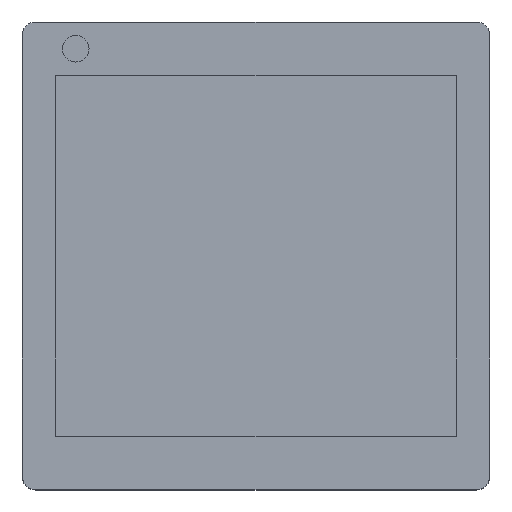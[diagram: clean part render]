
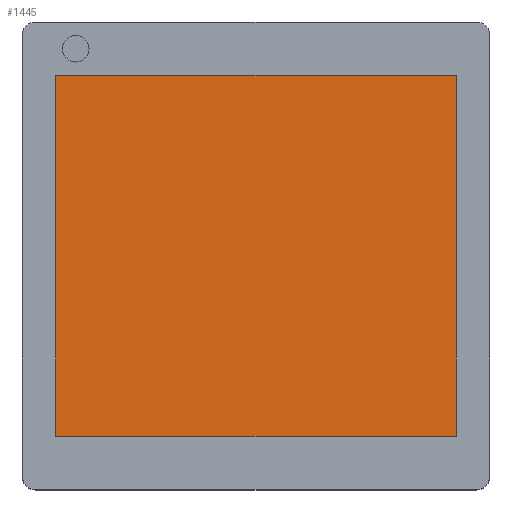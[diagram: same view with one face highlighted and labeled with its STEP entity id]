
A CAD part, top view. The second image highlights one B-rep face of the part: STEP entity #1445.
In plain terms, the highlighted planar face has unit normal (0, 0, 1).
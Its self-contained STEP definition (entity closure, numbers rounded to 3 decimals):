
#112=PLANE('',#1947);
#280=LINE('',#2714,#456);
#284=LINE('',#2722,#460);
#287=LINE('',#2728,#463);
#289=LINE('',#2731,#465);
#456=VECTOR('',#2306,1000.);
#460=VECTOR('',#2312,1000.);
#463=VECTOR('',#2317,1000.);
#465=VECTOR('',#2321,1000.);
#846=ORIENTED_EDGE('',*,*,#1038,.T.);
#847=ORIENTED_EDGE('',*,*,#1042,.T.);
#848=ORIENTED_EDGE('',*,*,#1045,.T.);
#849=ORIENTED_EDGE('',*,*,#1047,.T.);
#1038=EDGE_CURVE('',#1173,#1172,#280,.T.);
#1042=EDGE_CURVE('',#1172,#1175,#284,.T.);
#1045=EDGE_CURVE('',#1175,#1177,#287,.T.);
#1047=EDGE_CURVE('',#1177,#1173,#289,.T.);
#1172=VERTEX_POINT('',#2713);
#1173=VERTEX_POINT('',#2715);
#1175=VERTEX_POINT('',#2721);
#1177=VERTEX_POINT('',#2727);
#1276=EDGE_LOOP('',(#846,#847,#848,#849));
#1358=FACE_BOUND('',#1276,.T.);
#1445=ADVANCED_FACE('',(#1358),#112,.T.);
#1947=AXIS2_PLACEMENT_3D('',#2732,#2322,#2323);
#2306=DIRECTION('',(0.,-1.,0.));
#2312=DIRECTION('',(1.,0.,0.));
#2317=DIRECTION('',(0.,1.,0.));
#2321=DIRECTION('',(-1.,0.,0.));
#2322=DIRECTION('',(0.,0.,1.));
#2323=DIRECTION('',(1.,0.,0.));
#2713=CARTESIAN_POINT('',(-1.5,-1.35,1.77));
#2714=CARTESIAN_POINT('',(-1.5,1.35,1.77));
#2715=CARTESIAN_POINT('',(-1.5,1.35,1.77));
#2721=CARTESIAN_POINT('',(1.5,-1.35,1.77));
#2722=CARTESIAN_POINT('',(-1.5,-1.35,1.77));
#2727=CARTESIAN_POINT('',(1.5,1.35,1.77));
#2728=CARTESIAN_POINT('',(1.5,-1.35,1.77));
#2731=CARTESIAN_POINT('',(1.5,1.35,1.77));
#2732=CARTESIAN_POINT('',(0.,0.,1.77));
